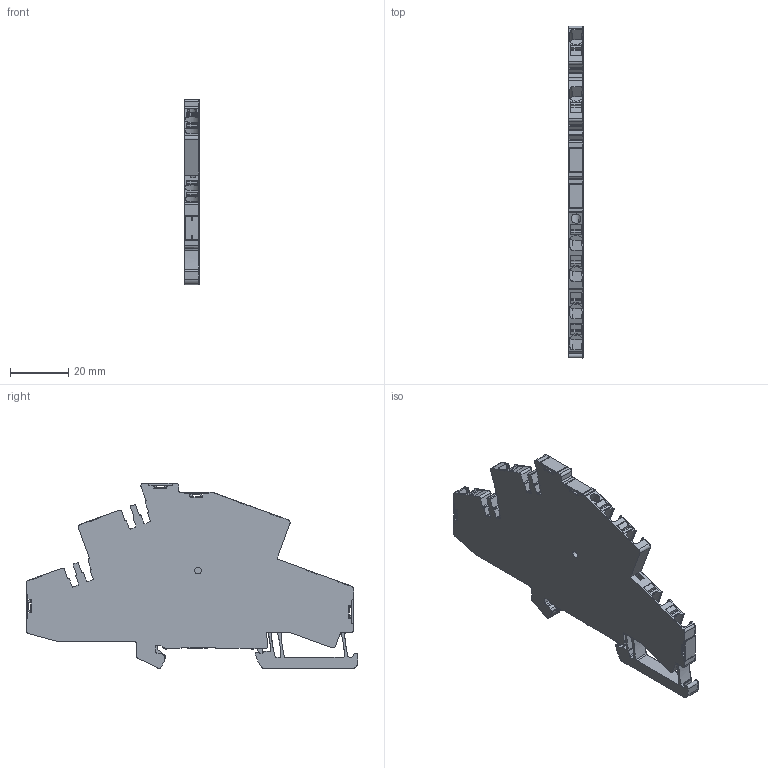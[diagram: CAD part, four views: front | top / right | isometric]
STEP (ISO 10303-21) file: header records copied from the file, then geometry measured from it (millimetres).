
FILE_DESCRIPTION(('CATIA V5R22 STEP214','CAx-IF Rec.Pracs.--- Model Styling and Organization---1.4--- 2014-01-23'),'2;1');
FILE_NAME ('1863941-2_1', '2024-04-10T08:03:24+00:00', ('Weidmueller Interface'), ('Weidmueller'), 'CATIA Version 5-6 Release 2016 SP3 HF44', 'CATIA V5 STEP AP214', 'none');
FILE_SCHEMA(('AUTOMOTIVE_DESIGN { 1 0 10303 214 1 1 1 1 }'));
Length unit declared in the file: millimetre
Products named in the file (1): 2936710000
Bounding box: 5.1 x 114.22 x 63.8 mm (x, y, z)
Volume: 20797.8 mm3; surface area: 24468.2 mm2
Topology: 18 solids, 18 shells, 1257 faces, 3590 edges, 2381 vertices
Faces by surface type: plane 694, cylinder 342, extrusion 203, torus 16, bspline 2
Entity records: 42629 total; most frequent: CARTESIAN_POINT 11936, ORIENTED_EDGE 7176, DIRECTION 4759, EDGE_CURVE 3588, VECTOR 2637, LINE 2434, VERTEX_POINT 2381, AXIS2_PLACEMENT_3D 1294
